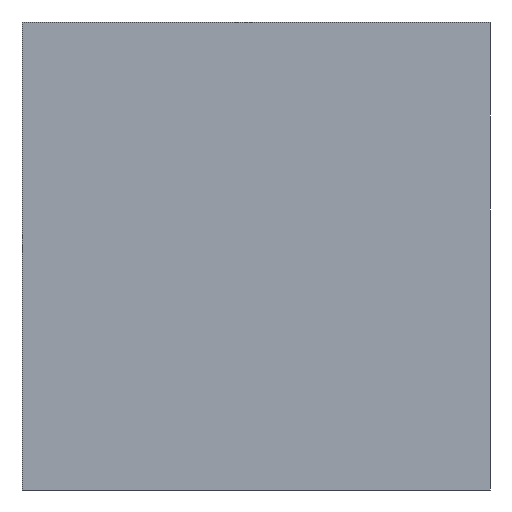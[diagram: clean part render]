
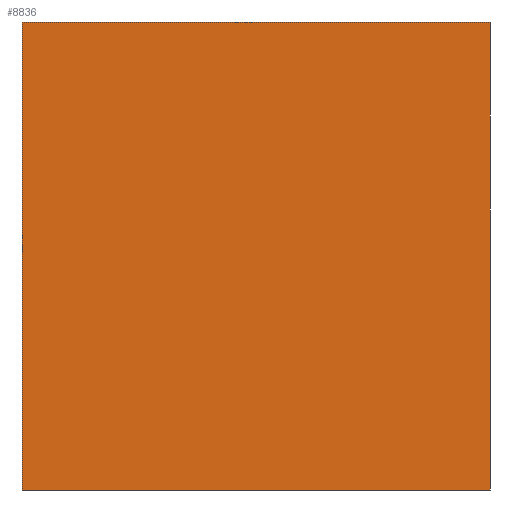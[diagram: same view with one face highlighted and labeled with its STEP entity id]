
A CAD part, front view. The second image highlights one B-rep face of the part: STEP entity #8836.
In plain terms, the highlighted planar face has unit normal (0, -1, 0).
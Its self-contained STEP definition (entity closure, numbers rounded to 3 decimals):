
#15=DIRECTION('',(-1.,0.,0.));
#16=VECTOR('',#15,20.);
#17=CARTESIAN_POINT('',(663.79,223.419,-20.));
#18=LINE('',#17,#16);
#544=DIRECTION('',(0.,0.,-1.));
#545=VECTOR('',#544,20.);
#546=CARTESIAN_POINT('',(663.79,223.419,0.));
#547=LINE('',#546,#545);
#3470=DIRECTION('',(0.,0.,-1.));
#3471=VECTOR('',#3470,20.);
#3472=CARTESIAN_POINT('',(643.79,223.419,0.));
#3473=LINE('',#3472,#3471);
#3474=DIRECTION('',(-1.,0.,0.));
#3475=VECTOR('',#3474,20.);
#3476=CARTESIAN_POINT('',(663.79,223.419,0.));
#3477=LINE('',#3476,#3475);
#3604=CARTESIAN_POINT('',(663.79,223.419,-20.));
#3605=VERTEX_POINT('',#3604);
#3606=CARTESIAN_POINT('',(643.79,223.419,-20.));
#3607=VERTEX_POINT('',#3606);
#3712=CARTESIAN_POINT('',(663.79,223.419,0.));
#3713=VERTEX_POINT('',#3712);
#3714=CARTESIAN_POINT('',(643.79,223.419,0.));
#3715=VERTEX_POINT('',#3714);
#8825=CARTESIAN_POINT('',(663.79,223.419,0.));
#8826=DIRECTION('',(0.,-1.,0.));
#8827=DIRECTION('',(-1.,0.,0.));
#8828=AXIS2_PLACEMENT_3D('',#8825,#8826,#8827);
#8829=PLANE('',#8828);
#8830=ORIENTED_EDGE('',*,*,#5163,.F.);
#8831=ORIENTED_EDGE('',*,*,#8820,.F.);
#8832=ORIENTED_EDGE('',*,*,#5238,.T.);
#8833=ORIENTED_EDGE('',*,*,#4593,.T.);
#8834=EDGE_LOOP('',(#8830,#8831,#8832,#8833));
#8835=FACE_OUTER_BOUND('',#8834,.F.);
#8836=ADVANCED_FACE('',(#8835),#8829,.T.);
#4593=EDGE_CURVE('',#3605,#3607,#18,.T.);
#5163=EDGE_CURVE('',#3715,#3607,#3473,.T.);
#5238=EDGE_CURVE('',#3713,#3605,#547,.T.);
#8820=EDGE_CURVE('',#3713,#3715,#3477,.T.);
